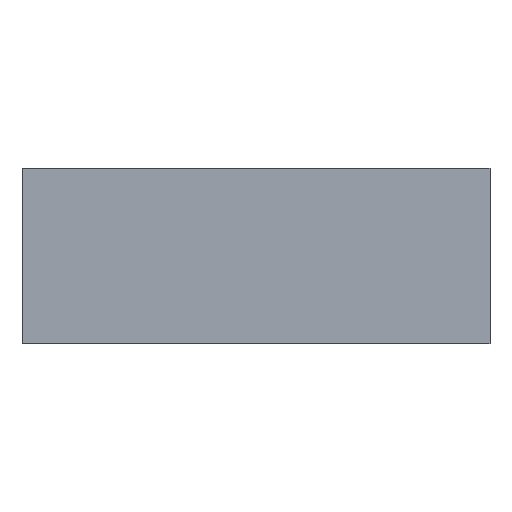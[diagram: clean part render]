
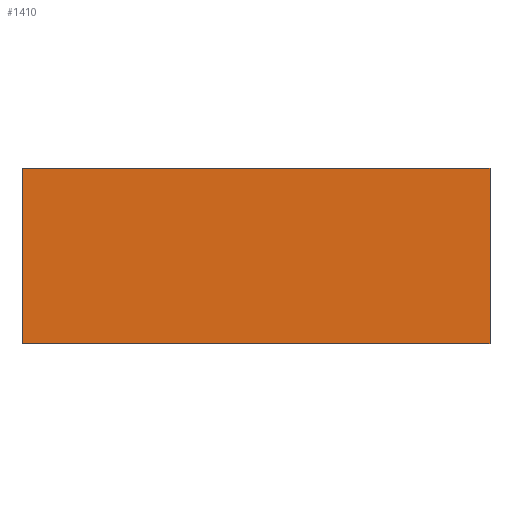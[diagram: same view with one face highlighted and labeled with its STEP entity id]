
A CAD part, front view. The second image highlights one B-rep face of the part: STEP entity #1410.
In plain terms, the highlighted planar face has unit normal (0, -1, 0).
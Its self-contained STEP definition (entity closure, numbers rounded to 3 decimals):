
#94=LINE('',#2396,#198);
#100=LINE('',#2406,#204);
#105=LINE('',#2415,#209);
#106=LINE('',#2417,#210);
#198=VECTOR('',#1930,10.);
#204=VECTOR('',#1938,10.);
#209=VECTOR('',#1945,10.);
#210=VECTOR('',#1948,10.);
#269=FACE_OUTER_BOUND('',#363,.T.);
#363=EDGE_LOOP('',(#974,#975,#976,#977));
#586=VERTEX_POINT('',#2394);
#587=VERTEX_POINT('',#2395);
#590=VERTEX_POINT('',#2405);
#593=VERTEX_POINT('',#2413);
#726=EDGE_CURVE('',#586,#587,#94,.T.);
#732=EDGE_CURVE('',#590,#587,#100,.T.);
#737=EDGE_CURVE('',#586,#593,#105,.T.);
#738=EDGE_CURVE('',#590,#593,#106,.T.);
#974=ORIENTED_EDGE('',*,*,#737,.T.);
#975=ORIENTED_EDGE('',*,*,#738,.F.);
#976=ORIENTED_EDGE('',*,*,#732,.T.);
#977=ORIENTED_EDGE('',*,*,#726,.F.);
#1221=PLANE('',#1575);
#1410=ADVANCED_FACE('',(#269),#1221,.T.);
#1575=AXIS2_PLACEMENT_3D('',#2416,#1946,#1947);
#1930=DIRECTION('',(-1.,0.,0.));
#1938=DIRECTION('',(0.,0.,-1.));
#1945=DIRECTION('',(0.,0.,1.));
#1946=DIRECTION('center_axis',(0.,-1.,0.));
#1947=DIRECTION('ref_axis',(1.,0.,0.));
#1948=DIRECTION('',(1.,0.,0.));
#2394=CARTESIAN_POINT('',(20.434,-21.728,4.661));
#2395=CARTESIAN_POINT('',(-19.566,-21.728,4.661));
#2396=CARTESIAN_POINT('',(-19.566,-21.728,4.661));
#2405=CARTESIAN_POINT('',(-19.566,-21.728,19.661));
#2406=CARTESIAN_POINT('',(-19.566,-21.728,12.161));
#2413=CARTESIAN_POINT('',(20.434,-21.728,19.661));
#2415=CARTESIAN_POINT('',(20.434,-21.728,12.161));
#2416=CARTESIAN_POINT('Origin',(-19.566,-21.728,12.161));
#2417=CARTESIAN_POINT('',(-19.566,-21.728,19.661));
